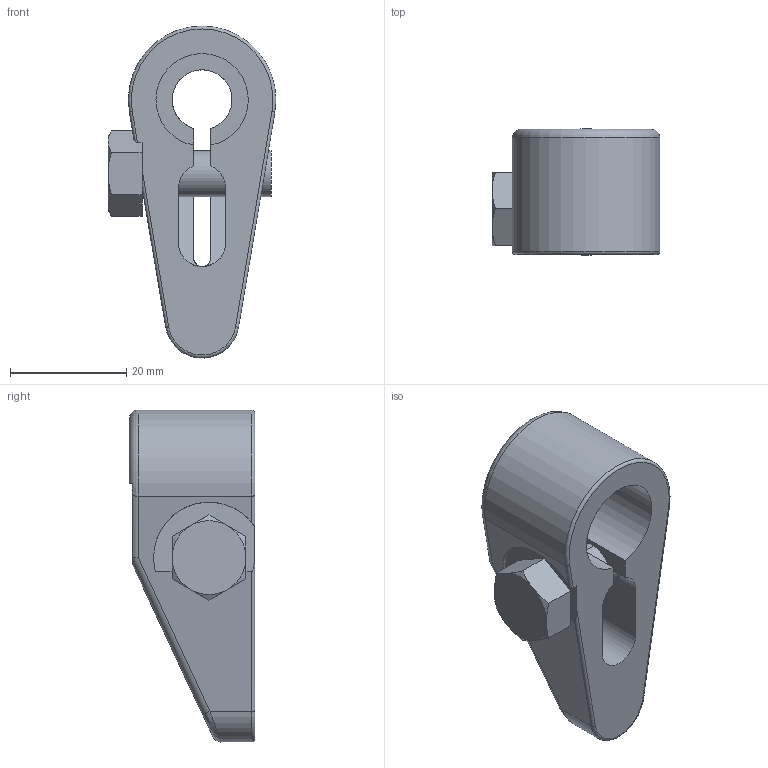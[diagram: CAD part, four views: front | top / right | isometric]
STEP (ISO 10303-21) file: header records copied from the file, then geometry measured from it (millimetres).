
FILE_DESCRIPTION((''),'2;1');
FILE_NAME('ILC91520900','2020-01-28T',('npeters'),(''),'PRO/ENGINEER BY PARAMETRIC TECHNOLOGY CORPORATION, 2013320','PRO/ENGINEER BY PARAMETRIC TECHNOLOGY CORPORATION, 2013320','');
FILE_SCHEMA(('AUTOMOTIVE_DESIGN { 1 0 10303 214 1 1 1 1 }'));
Length unit declared in the file: inch
Products named in the file (1): ILC91520900
Bounding box: 28.88 x 21.59 x 57.14 mm (x, y, z)
Volume: 14112.4 mm3; surface area: 6807.5 mm2
Topology: 1 solids, 1 shells, 61 faces, 166 edges, 105 vertices
Faces by surface type: plane 26, cylinder 25, cone 6, torus 3, bspline 1
Entity records: 2973 total; most frequent: CARTESIAN_POINT 684, ORIENTED_EDGE 332, DIRECTION 298, PRESENTATION_STYLE_ASSIGNMENT 184, STYLED_ITEM 167, CURVE_STYLE 166, EDGE_CURVE 166, AXIS2_PLACEMENT_3D 108
